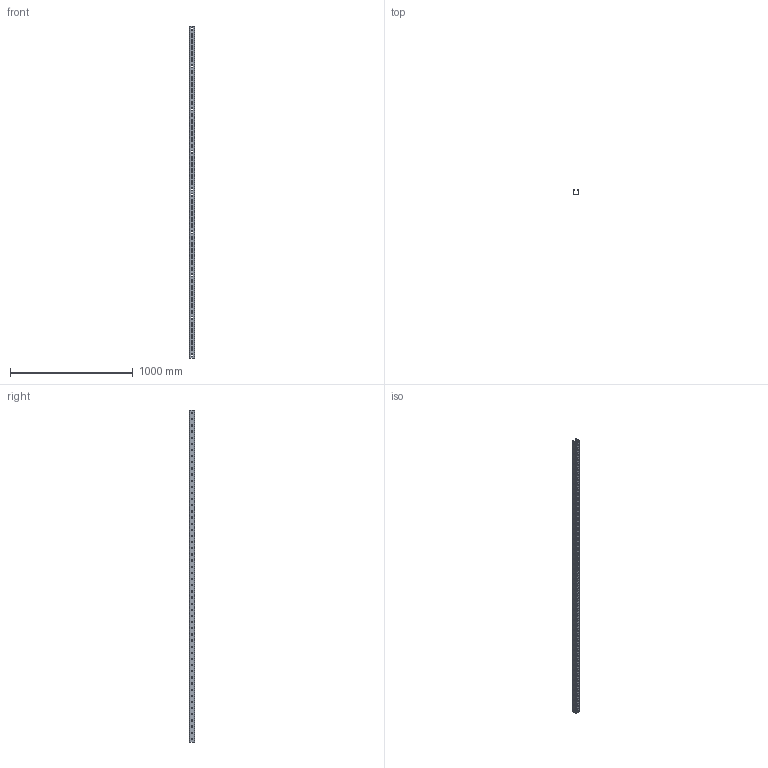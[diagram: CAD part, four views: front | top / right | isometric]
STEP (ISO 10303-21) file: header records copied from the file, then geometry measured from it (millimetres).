
FILE_DESCRIPTION (( 'STEP AP203' ), '1' );
FILE_NAME ('STRUT-镳铘桦黖h41-2700.step', '2022-01-24T12:03:47', ( '' ), ( '' ), 'SwSTEP 2.0', 'SolidWorks 2017', '' );
FILE_SCHEMA (( 'CONFIG_CONTROL_DESIGN' ));
Products named in the file (1): STRUT-镳铘桦黖h41-2700
Bounding box: 41 x 41 x 2700 mm (x, y, z)
Volume: 532857 mm3; surface area: 738900.6 mm2
Topology: 1 solids, 1 shells, 2296 faces, 6858 edges, 4564 vertices
Faces by surface type: plane 1966, cylinder 330
Entity records: 76895 total; most frequent: CARTESIAN_POINT 13719, ORIENTED_EDGE 13716, DIRECTION 12112, EDGE_CURVE 6858, LINE 6198, VECTOR 6198, VERTEX_POINT 4564, AXIS2_PLACEMENT_3D 2957
